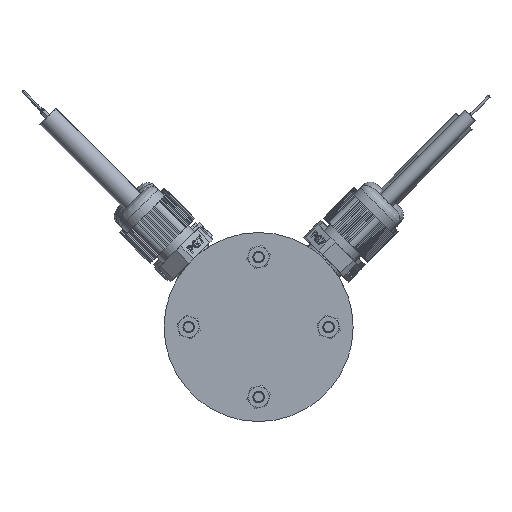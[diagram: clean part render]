
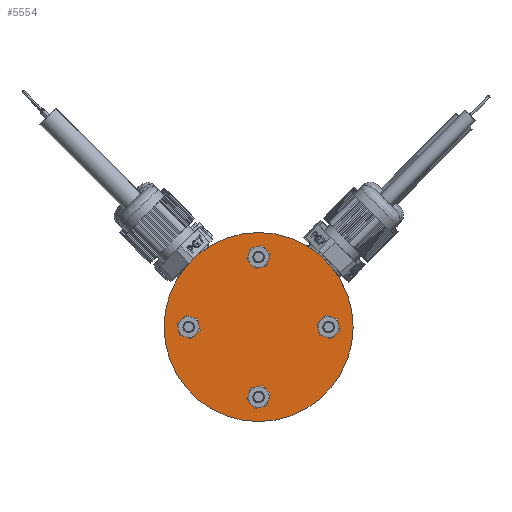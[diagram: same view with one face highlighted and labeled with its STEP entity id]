
A CAD part, front view. The second image highlights one B-rep face of the part: STEP entity #5554.
In plain terms, the highlighted planar face has unit normal (0, -1, 0).
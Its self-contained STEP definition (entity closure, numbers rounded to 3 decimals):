
#96 = AXIS2_PLACEMENT_3D ( 'NONE', #6080, #1987, #15887 ) ;
#171 = DIRECTION ( 'NONE',  ( 0., 1., 0. ) ) ;
#356 = CARTESIAN_POINT ( 'NONE',  ( 0., 0., 18.5 ) ) ;
#621 = DIRECTION ( 'NONE',  ( 0., 0., 1. ) ) ;
#1292 = DIRECTION ( 'NONE',  ( 0., 0., 1. ) ) ;
#1617 = CIRCLE ( 'NONE', #24090, 1.75 ) ;
#1679 = PLANE ( 'NONE',  #9910 ) ;
#1820 = DIRECTION ( 'NONE',  ( 0., 1., 0. ) ) ;
#1987 = DIRECTION ( 'NONE',  ( 0., 1., 0. ) ) ;
#2259 = ORIENTED_EDGE ( 'NONE', *, *, #2500, .T. ) ;
#2500 = EDGE_CURVE ( 'NONE', #7428, #3904, #25140, .T. ) ;
#2525 = VERTEX_POINT ( 'NONE', #6523 ) ;
#3795 = FACE_BOUND ( 'NONE', #25541, .T. ) ;
#3904 = VERTEX_POINT ( 'NONE', #14627 ) ;
#3975 = CIRCLE ( 'NONE', #10768, 25. ) ;
#4065 = CARTESIAN_POINT ( 'NONE',  ( 0., 0., 18.5 ) ) ;
#4298 = DIRECTION ( 'NONE',  ( 0., 1., 0. ) ) ;
#4752 = EDGE_CURVE ( 'NONE', #20719, #23038, #7400, .T. ) ;
#5250 = AXIS2_PLACEMENT_3D ( 'NONE', #24599, #171, #6270 ) ;
#5554 = ADVANCED_FACE ( 'NONE', ( #21985, #13759, #3795, #21851, #19875 ), #1679, .F. ) ;
#5572 = EDGE_CURVE ( 'NONE', #23038, #20719, #3975, .T. ) ;
#6080 = CARTESIAN_POINT ( 'NONE',  ( 0., 0., -18.5 ) ) ;
#6214 = CARTESIAN_POINT ( 'NONE',  ( 18.5, 0., -1.75 ) ) ;
#6246 = EDGE_LOOP ( 'NONE', ( #13964, #25731 ) ) ;
#6270 = DIRECTION ( 'NONE',  ( 0., 0., 1. ) ) ;
#6279 = CIRCLE ( 'NONE', #19006, 1.75 ) ;
#6523 = CARTESIAN_POINT ( 'NONE',  ( 18.5, 0., 1.75 ) ) ;
#6673 = CARTESIAN_POINT ( 'NONE',  ( 0., 0., -18.5 ) ) ;
#7333 = DIRECTION ( 'NONE',  ( 0., 0., 1. ) ) ;
#7400 = CIRCLE ( 'NONE', #24328, 25. ) ;
#7428 = VERTEX_POINT ( 'NONE', #23987 ) ;
#7618 = EDGE_CURVE ( 'NONE', #15679, #12257, #11857, .T. ) ;
#8072 = VERTEX_POINT ( 'NONE', #18050 ) ;
#8885 = DIRECTION ( 'NONE',  ( 0., 0., 1. ) ) ;
#9250 = EDGE_LOOP ( 'NONE', ( #11463, #10646 ) ) ;
#9470 = CIRCLE ( 'NONE', #12864, 1.75 ) ;
#9545 = CARTESIAN_POINT ( 'NONE',  ( 0., 0., -20.25 ) ) ;
#9626 = AXIS2_PLACEMENT_3D ( 'NONE', #22678, #20310, #12717 ) ;
#9910 = AXIS2_PLACEMENT_3D ( 'NONE', #11902, #1820, #26160 ) ;
#10449 = DIRECTION ( 'NONE',  ( 0., 0., 1. ) ) ;
#10461 = EDGE_CURVE ( 'NONE', #12257, #15679, #9470, .T. ) ;
#10646 = ORIENTED_EDGE ( 'NONE', *, *, #7618, .T. ) ;
#10768 = AXIS2_PLACEMENT_3D ( 'NONE', #25440, #17423, #7333 ) ;
#11456 = CARTESIAN_POINT ( 'NONE',  ( 18.5, 0., 0. ) ) ;
#11463 = ORIENTED_EDGE ( 'NONE', *, *, #10461, .T. ) ;
#11494 = CARTESIAN_POINT ( 'NONE',  ( 0., 0., -25. ) ) ;
#11857 = CIRCLE ( 'NONE', #18229, 1.75 ) ;
#11902 = CARTESIAN_POINT ( 'NONE',  ( 0., 0., 0. ) ) ;
#12257 = VERTEX_POINT ( 'NONE', #20978 ) ;
#12312 = EDGE_LOOP ( 'NONE', ( #2259, #20485 ) ) ;
#12717 = DIRECTION ( 'NONE',  ( 0., 0., 1. ) ) ;
#12798 = CIRCLE ( 'NONE', #96, 1.75 ) ;
#12864 = AXIS2_PLACEMENT_3D ( 'NONE', #356, #14309, #621 ) ;
#13556 = ORIENTED_EDGE ( 'NONE', *, *, #5572, .F. ) ;
#13759 = FACE_BOUND ( 'NONE', #6246, .T. ) ;
#13964 = ORIENTED_EDGE ( 'NONE', *, *, #14608, .T. ) ;
#14309 = DIRECTION ( 'NONE',  ( 0., 1., 0. ) ) ;
#14608 = EDGE_CURVE ( 'NONE', #24817, #8072, #12798, .T. ) ;
#14627 = CARTESIAN_POINT ( 'NONE',  ( -18.5, 0., 1.75 ) ) ;
#14879 = CARTESIAN_POINT ( 'NONE',  ( 0., 0., 0. ) ) ;
#15449 = ORIENTED_EDGE ( 'NONE', *, *, #21453, .T. ) ;
#15679 = VERTEX_POINT ( 'NONE', #25095 ) ;
#15695 = DIRECTION ( 'NONE',  ( 0., 0., 1. ) ) ;
#15887 = DIRECTION ( 'NONE',  ( 0., 0., 1. ) ) ;
#16780 = EDGE_LOOP ( 'NONE', ( #13556, #25919 ) ) ;
#17338 = CARTESIAN_POINT ( 'NONE',  ( -18.5, 0., 0. ) ) ;
#17423 = DIRECTION ( 'NONE',  ( 0., 1., 0. ) ) ;
#18050 = CARTESIAN_POINT ( 'NONE',  ( 0., 0., -16.75 ) ) ;
#18229 = AXIS2_PLACEMENT_3D ( 'NONE', #4065, #22407, #10449 ) ;
#18497 = ORIENTED_EDGE ( 'NONE', *, *, #21764, .T. ) ;
#18790 = AXIS2_PLACEMENT_3D ( 'NONE', #17338, #23070, #1292 ) ;
#18946 = CARTESIAN_POINT ( 'NONE',  ( 0., 0., 25. ) ) ;
#19006 = AXIS2_PLACEMENT_3D ( 'NONE', #11456, #21681, #15695 ) ;
#19433 = VERTEX_POINT ( 'NONE', #6214 ) ;
#19875 = FACE_BOUND ( 'NONE', #12312, .T. ) ;
#20310 = DIRECTION ( 'NONE',  ( 0., 1., 0. ) ) ;
#20485 = ORIENTED_EDGE ( 'NONE', *, *, #22915, .T. ) ;
#20719 = VERTEX_POINT ( 'NONE', #18946 ) ;
#20978 = CARTESIAN_POINT ( 'NONE',  ( 0., 0., 16.75 ) ) ;
#21453 = EDGE_CURVE ( 'NONE', #2525, #19433, #24484, .T. ) ;
#21681 = DIRECTION ( 'NONE',  ( 0., 1., 0. ) ) ;
#21764 = EDGE_CURVE ( 'NONE', #19433, #2525, #6279, .T. ) ;
#21851 = FACE_BOUND ( 'NONE', #9250, .T. ) ;
#21929 = EDGE_CURVE ( 'NONE', #8072, #24817, #1617, .T. ) ;
#21985 = FACE_OUTER_BOUND ( 'NONE', #16780, .T. ) ;
#22407 = DIRECTION ( 'NONE',  ( 0., 1., 0. ) ) ;
#22678 = CARTESIAN_POINT ( 'NONE',  ( 18.5, 0., 0. ) ) ;
#22915 = EDGE_CURVE ( 'NONE', #3904, #7428, #23838, .T. ) ;
#22997 = DIRECTION ( 'NONE',  ( 0., 0., 1. ) ) ;
#23038 = VERTEX_POINT ( 'NONE', #11494 ) ;
#23070 = DIRECTION ( 'NONE',  ( 0., 1., 0. ) ) ;
#23838 = CIRCLE ( 'NONE', #18790, 1.75 ) ;
#23987 = CARTESIAN_POINT ( 'NONE',  ( -18.5, 0., -1.75 ) ) ;
#24090 = AXIS2_PLACEMENT_3D ( 'NONE', #6673, #4298, #22997 ) ;
#24328 = AXIS2_PLACEMENT_3D ( 'NONE', #14879, #24996, #8885 ) ;
#24484 = CIRCLE ( 'NONE', #9626, 1.75 ) ;
#24599 = CARTESIAN_POINT ( 'NONE',  ( -18.5, 0., 0. ) ) ;
#24817 = VERTEX_POINT ( 'NONE', #9545 ) ;
#24996 = DIRECTION ( 'NONE',  ( 0., 1., 0. ) ) ;
#25095 = CARTESIAN_POINT ( 'NONE',  ( 0., 0., 20.25 ) ) ;
#25140 = CIRCLE ( 'NONE', #5250, 1.75 ) ;
#25440 = CARTESIAN_POINT ( 'NONE',  ( 0., 0., 0. ) ) ;
#25541 = EDGE_LOOP ( 'NONE', ( #18497, #15449 ) ) ;
#25731 = ORIENTED_EDGE ( 'NONE', *, *, #21929, .T. ) ;
#25919 = ORIENTED_EDGE ( 'NONE', *, *, #4752, .F. ) ;
#26160 = DIRECTION ( 'NONE',  ( 0., 0., 1. ) ) ;
